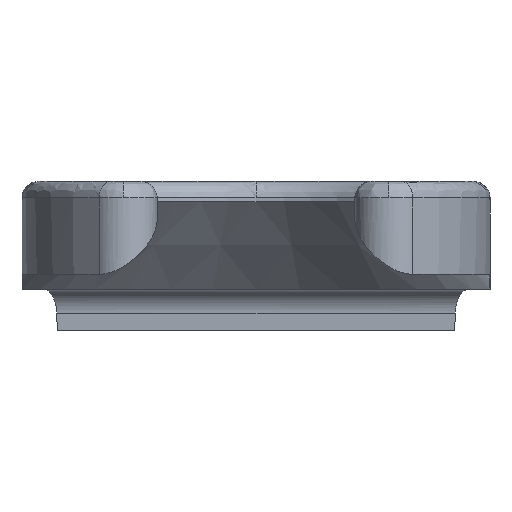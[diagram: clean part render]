
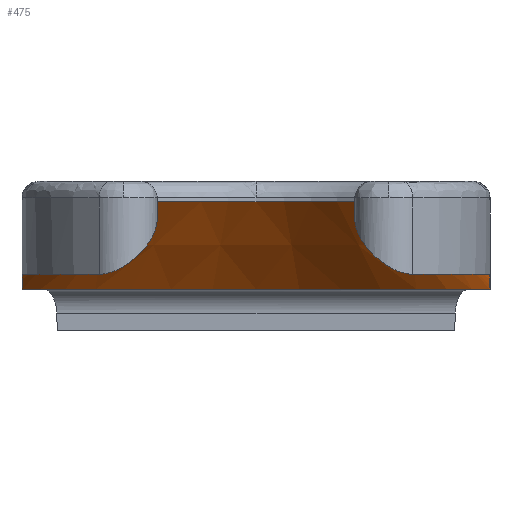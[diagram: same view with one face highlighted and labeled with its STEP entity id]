
A CAD part, front view. The second image highlights one B-rep face of the part: STEP entity #475.
In plain terms, the highlighted conical face has half-angle 45 degrees and reference radius 30 mm.
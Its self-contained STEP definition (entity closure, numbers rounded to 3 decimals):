
#28 = B_SPLINE_CURVE_WITH_KNOTS ( 'NONE', 3,
 ( #903, #1887, #410, #258, #2063, #1382 ),
 .UNSPECIFIED., .F., .F.,
 ( 4, 2, 4 ),
 ( -0.009, -0.005, 0. ),
 .UNSPECIFIED. ) ;
#67 = CARTESIAN_POINT ( 'NONE',  ( -28.204, 9.328, 5.297 ) ) ;
#138 = ORIENTED_EDGE ( 'NONE', *, *, #847, .F. ) ;
#228 = VERTEX_POINT ( 'NONE', #1661 ) ;
#254 = ORIENTED_EDGE ( 'NONE', *, *, #1080, .T. ) ;
#258 = CARTESIAN_POINT ( 'NONE',  ( -28.202, 3.012, 6.675 ) ) ;
#271 = AXIS2_PLACEMENT_3D ( 'NONE', #381, #1370, #551 ) ;
#295 = VERTEX_POINT ( 'NONE', #1564 ) ;
#304 = B_SPLINE_CURVE_WITH_KNOTS ( 'NONE', 3,
 ( #1336, #1670, #352, #1344, #1317, #338 ),
 .UNSPECIFIED., .F., .F.,
 ( 4, 2, 4 ),
 ( 0., 0.005, 0.009 ),
 .UNSPECIFIED. ) ;
#305 = EDGE_CURVE ( 'NONE', #1548, #1697, #1379, .T. ) ;
#338 = CARTESIAN_POINT ( 'NONE',  ( 28.204, 8.885, 5.43 ) ) ;
#352 = CARTESIAN_POINT ( 'NONE',  ( 28.201, 3.005, 6.677 ) ) ;
#381 = CARTESIAN_POINT ( 'NONE',  ( 0., 0., 5. ) ) ;
#395 = VERTEX_POINT ( 'NONE', #607 ) ;
#410 = CARTESIAN_POINT ( 'NONE',  ( -28.196, 5.974, 6.216 ) ) ;
#414 = CARTESIAN_POINT ( 'NONE',  ( -28.204, 8.885, 5.43 ) ) ;
#454 = CARTESIAN_POINT ( 'NONE',  ( -28.204, 8.885, 5.43 ) ) ;
#468 = VERTEX_POINT ( 'NONE', #1593 ) ;
#475 = ADVANCED_FACE ( 'NONE', ( #1052 ), #1002, .F. ) ;
#551 = DIRECTION ( 'NONE',  ( -1., 0., 0. ) ) ;
#580 = DIRECTION ( 'NONE',  ( 0., 0., -1. ) ) ;
#607 = CARTESIAN_POINT ( 'NONE',  ( -19.46, 0., 15.54 ) ) ;
#616 = EDGE_CURVE ( 'NONE', #1090, #837, #1519, .T. ) ;
#648 = CARTESIAN_POINT ( 'NONE',  ( 0., 0., 15.54 ) ) ;
#656 = B_SPLINE_CURVE_WITH_KNOTS ( 'NONE', 3,
 ( #1237, #928, #1259, #769 ),
 .UNSPECIFIED., .F., .F.,
 ( 4, 4 ),
 ( 0., 1. ),
 .UNSPECIFIED. ) ;
#662 = ORIENTED_EDGE ( 'NONE', *, *, #1922, .F. ) ;
#683 = VECTOR ( 'NONE', #1834, 1000. ) ;
#698 = EDGE_CURVE ( 'NONE', #837, #295, #304, .T. ) ;
#769 = CARTESIAN_POINT ( 'NONE',  ( 28.204, 10.223, 5. ) ) ;
#837 = VERTEX_POINT ( 'NONE', #1364 ) ;
#847 = EDGE_CURVE ( 'NONE', #1697, #468, #28, .T. ) ;
#903 = CARTESIAN_POINT ( 'NONE',  ( -28.204, 8.885, 5.43 ) ) ;
#926 = ORIENTED_EDGE ( 'NONE', *, *, #1665, .F. ) ;
#928 = CARTESIAN_POINT ( 'NONE',  ( 28.204, 9.328, 5.297 ) ) ;
#959 = LINE ( 'NONE', #2107, #1788 ) ;
#983 = ORIENTED_EDGE ( 'NONE', *, *, #305, .F. ) ;
#1002 = CONICAL_SURFACE ( 'NONE', #1361, 30., 0.785 ) ;
#1020 = EDGE_LOOP ( 'NONE', ( #1853, #254, #1210, #138, #983, #662, #926, #1200 ) ) ;
#1052 = FACE_OUTER_BOUND ( 'NONE', #1020, .T. ) ;
#1079 = CARTESIAN_POINT ( 'NONE',  ( -28.204, 9.774, 5.153 ) ) ;
#1080 = EDGE_CURVE ( 'NONE', #1090, #395, #1793, .T. ) ;
#1090 = VERTEX_POINT ( 'NONE', #1282 ) ;
#1114 = DIRECTION ( 'NONE',  ( -1., 0., 0. ) ) ;
#1126 = CIRCLE ( 'NONE', #271, 30. ) ;
#1200 = ORIENTED_EDGE ( 'NONE', *, *, #698, .F. ) ;
#1210 = ORIENTED_EDGE ( 'NONE', *, *, #2091, .T. ) ;
#1237 = CARTESIAN_POINT ( 'NONE',  ( 28.204, 8.885, 5.43 ) ) ;
#1259 = CARTESIAN_POINT ( 'NONE',  ( 28.204, 9.774, 5.153 ) ) ;
#1282 = CARTESIAN_POINT ( 'NONE',  ( 19.46, 0., 15.54 ) ) ;
#1285 = CARTESIAN_POINT ( 'NONE',  ( 30., 0., 5. ) ) ;
#1317 = CARTESIAN_POINT ( 'NONE',  ( 28.203, 7.434, 5.866 ) ) ;
#1336 = CARTESIAN_POINT ( 'NONE',  ( 28.196, -0.012, 6.809 ) ) ;
#1344 = CARTESIAN_POINT ( 'NONE',  ( 28.202, 5.969, 6.21 ) ) ;
#1361 = AXIS2_PLACEMENT_3D ( 'NONE', #2088, #580, #1114 ) ;
#1364 = CARTESIAN_POINT ( 'NONE',  ( 28.196, -0.012, 6.809 ) ) ;
#1370 = DIRECTION ( 'NONE',  ( 0., 0., 1. ) ) ;
#1374 = CARTESIAN_POINT ( 'NONE',  ( -28.204, 10.223, 5. ) ) ;
#1379 = B_SPLINE_CURVE_WITH_KNOTS ( 'NONE', 3,
 ( #2057, #1079, #67, #414 ),
 .UNSPECIFIED., .F., .F.,
 ( 4, 4 ),
 ( 0., 1. ),
 .UNSPECIFIED. ) ;
#1382 = CARTESIAN_POINT ( 'NONE',  ( -28.191, 0., 6.809 ) ) ;
#1446 = DIRECTION ( 'NONE',  ( -0.707, 0., -0.707 ) ) ;
#1519 = LINE ( 'NONE', #1285, #683 ) ;
#1548 = VERTEX_POINT ( 'NONE', #1374 ) ;
#1564 = CARTESIAN_POINT ( 'NONE',  ( 28.204, 8.885, 5.43 ) ) ;
#1581 = AXIS2_PLACEMENT_3D ( 'NONE', #648, #1814, #1807 ) ;
#1593 = CARTESIAN_POINT ( 'NONE',  ( -28.191, 0., 6.809 ) ) ;
#1661 = CARTESIAN_POINT ( 'NONE',  ( 28.204, 10.223, 5. ) ) ;
#1665 = EDGE_CURVE ( 'NONE', #295, #228, #656, .T. ) ;
#1670 = CARTESIAN_POINT ( 'NONE',  ( 28.201, 1.506, 6.8 ) ) ;
#1697 = VERTEX_POINT ( 'NONE', #454 ) ;
#1788 = VECTOR ( 'NONE', #1446, 1000. ) ;
#1793 = CIRCLE ( 'NONE', #1581, 19.46 ) ;
#1807 = DIRECTION ( 'NONE',  ( 1., 0., 0. ) ) ;
#1814 = DIRECTION ( 'NONE',  ( 0., 0., 1. ) ) ;
#1834 = DIRECTION ( 'NONE',  ( 0.707, 0., -0.707 ) ) ;
#1853 = ORIENTED_EDGE ( 'NONE', *, *, #616, .F. ) ;
#1887 = CARTESIAN_POINT ( 'NONE',  ( -28.189, 7.438, 5.878 ) ) ;
#1922 = EDGE_CURVE ( 'NONE', #228, #1548, #1126, .T. ) ;
#2057 = CARTESIAN_POINT ( 'NONE',  ( -28.204, 10.223, 5. ) ) ;
#2063 = CARTESIAN_POINT ( 'NONE',  ( -28.202, 1.515, 6.798 ) ) ;
#2088 = CARTESIAN_POINT ( 'NONE',  ( 0., 0., 5. ) ) ;
#2091 = EDGE_CURVE ( 'NONE', #395, #468, #959, .T. ) ;
#2107 = CARTESIAN_POINT ( 'NONE',  ( -30., 0., 5. ) ) ;
